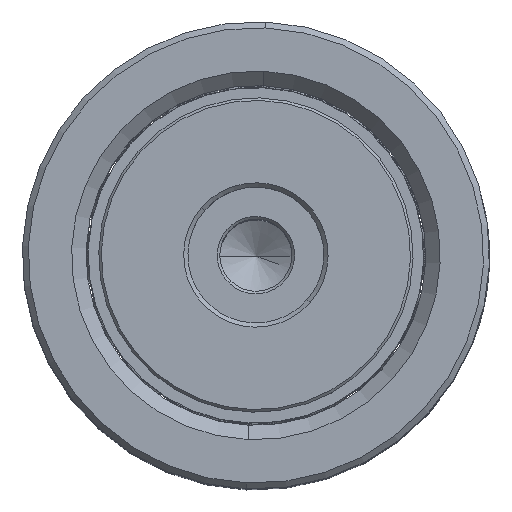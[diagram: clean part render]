
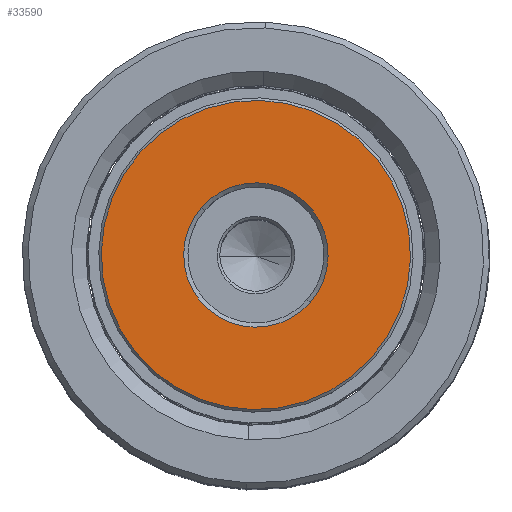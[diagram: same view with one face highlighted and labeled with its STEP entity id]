
A CAD part, top view. The second image highlights one B-rep face of the part: STEP entity #33590.
In plain terms, the highlighted face is planar.
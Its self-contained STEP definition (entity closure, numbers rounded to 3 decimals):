
#3422 = EDGE_CURVE ( 'NONE', #21382, #17898, #18272, .T. ) ;
#4601 = DIRECTION ( 'NONE',  ( 0., 0., 1. ) ) ;
#5489 = DIRECTION ( 'NONE',  ( 1., 0., 0. ) ) ;
#6513 = CARTESIAN_POINT ( 'NONE',  ( 0., 0., 0. ) ) ;
#7030 = AXIS2_PLACEMENT_3D ( 'NONE', #8373, #14957, #5489 ) ;
#7758 = ORIENTED_EDGE ( 'NONE', *, *, #3422, .T. ) ;
#7911 = CIRCLE ( 'NONE', #20189, 8.5 ) ;
#8170 = EDGE_CURVE ( 'NONE', #16813, #27398, #7911, .T. ) ;
#8373 = CARTESIAN_POINT ( 'NONE',  ( 0., 0., 0. ) ) ;
#9195 = EDGE_CURVE ( 'NONE', #17898, #21382, #19056, .T. ) ;
#10936 = EDGE_LOOP ( 'NONE', ( #18105, #14924 ) ) ;
#13219 = AXIS2_PLACEMENT_3D ( 'NONE', #27251, #4601, #24096 ) ;
#13518 = CIRCLE ( 'NONE', #28650, 8.5 ) ;
#14924 = ORIENTED_EDGE ( 'NONE', *, *, #8170, .T. ) ;
#14957 = DIRECTION ( 'NONE',  ( 0., 0., -1. ) ) ;
#15259 = DIRECTION ( 'NONE',  ( 1., 0., 0. ) ) ;
#16685 = DIRECTION ( 'NONE',  ( 1., 0., 0. ) ) ;
#16813 = VERTEX_POINT ( 'NONE', #20723 ) ;
#17898 = VERTEX_POINT ( 'NONE', #20493 ) ;
#18105 = ORIENTED_EDGE ( 'NONE', *, *, #25822, .T. ) ;
#18272 = CIRCLE ( 'NONE', #7030, 18.2 ) ;
#19056 = CIRCLE ( 'NONE', #29890, 18.2 ) ;
#20189 = AXIS2_PLACEMENT_3D ( 'NONE', #36045, #23135, #16685 ) ;
#20493 = CARTESIAN_POINT ( 'NONE',  ( 18.2, 0., 0. ) ) ;
#20723 = CARTESIAN_POINT ( 'NONE',  ( 8.5, 0., 0. ) ) ;
#21382 = VERTEX_POINT ( 'NONE', #39160 ) ;
#21715 = DIRECTION ( 'NONE',  ( 0., 0., 1. ) ) ;
#22492 = FACE_OUTER_BOUND ( 'NONE', #35998, .T. ) ;
#23135 = DIRECTION ( 'NONE',  ( 0., 0., 1. ) ) ;
#24096 = DIRECTION ( 'NONE',  ( 1., 0., 0. ) ) ;
#25822 = EDGE_CURVE ( 'NONE', #27398, #16813, #13518, .T. ) ;
#27251 = CARTESIAN_POINT ( 'NONE',  ( 0., 0., 0. ) ) ;
#27398 = VERTEX_POINT ( 'NONE', #35740 ) ;
#28650 = AXIS2_PLACEMENT_3D ( 'NONE', #37792, #21715, #15259 ) ;
#29890 = AXIS2_PLACEMENT_3D ( 'NONE', #6513, #36202, #39523 ) ;
#33590 = ADVANCED_FACE ( 'NONE', ( #22492, #33792 ), #40905, .F. ) ;
#33792 = FACE_BOUND ( 'NONE', #10936, .T. ) ;
#35740 = CARTESIAN_POINT ( 'NONE',  ( -8.5, 0., 0. ) ) ;
#35998 = EDGE_LOOP ( 'NONE', ( #39323, #7758 ) ) ;
#36045 = CARTESIAN_POINT ( 'NONE',  ( 0., 0., 0. ) ) ;
#36202 = DIRECTION ( 'NONE',  ( 0., 0., -1. ) ) ;
#37792 = CARTESIAN_POINT ( 'NONE',  ( 0., 0., 0. ) ) ;
#39160 = CARTESIAN_POINT ( 'NONE',  ( -18.2, 0., 0. ) ) ;
#39323 = ORIENTED_EDGE ( 'NONE', *, *, #9195, .T. ) ;
#39523 = DIRECTION ( 'NONE',  ( 1., 0., 0. ) ) ;
#40905 = PLANE ( 'NONE',  #13219 ) ;
